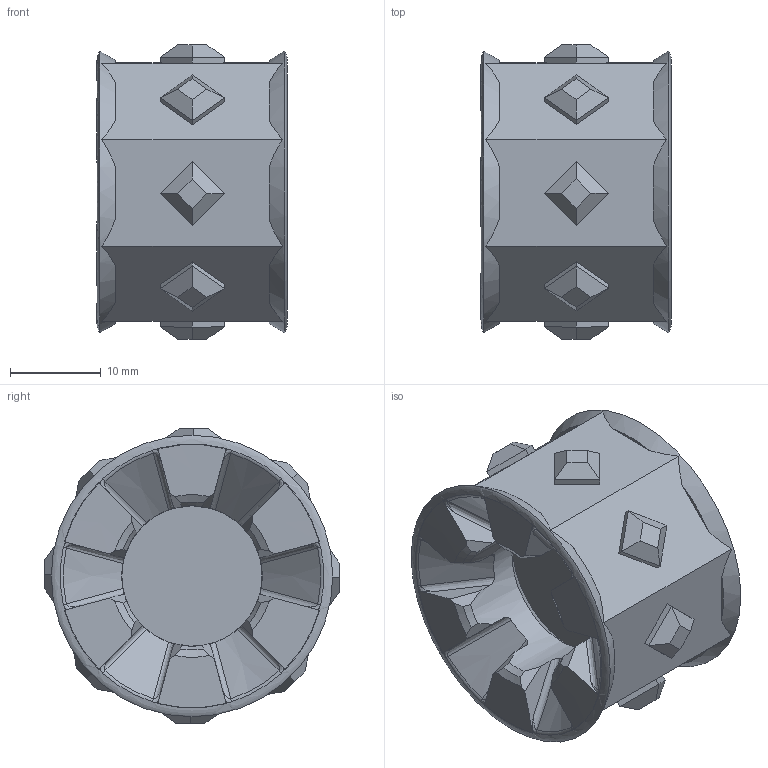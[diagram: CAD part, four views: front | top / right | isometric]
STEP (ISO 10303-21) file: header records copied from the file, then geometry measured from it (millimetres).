
FILE_DESCRIPTION(/* description */ ('STEP AP242','CAx-IF Rec.Pracs.---Representation and Presentation of Product Manufacturing Information (PMI)---4.0---2014-10-13','CAx-IF Rec.Pracs.---3D Tessellated Geometry---0.4---2014-09-14','2;1'),/* implementation_level */ '2;1');
FILE_NAME(/* name */ '64dd86ffb8d6cf5b8b5bb159',/* time_stamp */ '2023-08-17T02:33:36Z',/* author */ (''),/* organization */ (''),/* preprocessor_version */ 'ST-DEVELOPER v19.4',/* originating_system */ ' ',/* authorisation */ ' ');
FILE_SCHEMA (('AP242_MANAGED_MODEL_BASED_3D_ENGINEERING_MIM_LF { 1 0 10303 442 1 1 4 }'));
Length unit declared in the file: metre
Products named in the file (1): V1 Front Wheel
Bounding box: 21.04 x 32.52 x 32.52 mm (x, y, z)
Volume: 9454.4 mm3; surface area: 5135.4 mm2
Topology: 1 solids, 1 shells, 213 faces, 550 edges, 350 vertices
Faces by surface type: plane 129, bspline 36, cone 35, torus 8, cylinder 5
Full cylindrical faces by diameter (mm): 7.5 x1, 15.5 x1, 22.3 x1
Entity records: 10006 total; most frequent: CARTESIAN_POINT 5282, ORIENTED_EDGE 1074, DIRECTION 816, EDGE_CURVE 537, VERTEX_POINT 345, AXIS2_PLACEMENT_3D 287, LINE 242, VECTOR 242
